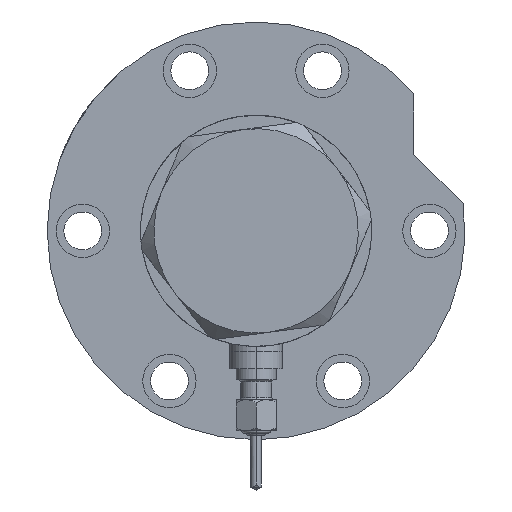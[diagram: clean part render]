
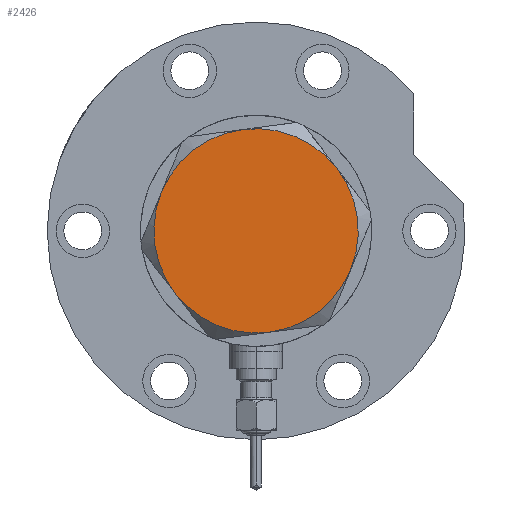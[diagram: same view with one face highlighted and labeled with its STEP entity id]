
A CAD part, left-side view. The second image highlights one B-rep face of the part: STEP entity #2426.
In plain terms, the highlighted face is planar.
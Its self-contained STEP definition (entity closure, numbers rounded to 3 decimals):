
#40 = AXIS2_PLACEMENT_3D ( 'NONE', #6622, #5156, #7793 ) ;
#43 = DIRECTION ( 'NONE',  ( 1., 0., 0. ) ) ;
#156 = DIRECTION ( 'NONE',  ( 1., 0., 0. ) ) ;
#253 = CARTESIAN_POINT ( 'NONE',  ( 0., 0., 9. ) ) ;
#471 = CIRCLE ( 'NONE', #4741, 23. ) ;
#714 = DIRECTION ( 'NONE',  ( 1., 0., 0. ) ) ;
#766 = VERTEX_POINT ( 'NONE', #5885 ) ;
#803 = CARTESIAN_POINT ( 'NONE',  ( 0., 0., 9. ) ) ;
#864 = DIRECTION ( 'NONE',  ( 1., 0., 0. ) ) ;
#940 = AXIS2_PLACEMENT_3D ( 'NONE', #253, #5389, #864 ) ;
#1237 = ORIENTED_EDGE ( 'NONE', *, *, #3429, .T. ) ;
#1333 = EDGE_CURVE ( 'NONE', #6727, #766, #1825, .T. ) ;
#1815 = DIRECTION ( 'NONE',  ( 1., 0., 0. ) ) ;
#1825 = CIRCLE ( 'NONE', #6093, 23. ) ;
#1890 = CIRCLE ( 'NONE', #5054, 23. ) ;
#1941 = DIRECTION ( 'NONE',  ( 0., 0., 1. ) ) ;
#1969 = AXIS2_PLACEMENT_3D ( 'NONE', #8071, #3442, #4141 ) ;
#1995 = VERTEX_POINT ( 'NONE', #8490 ) ;
#2367 = CIRCLE ( 'NONE', #1969, 23. ) ;
#2426 = ADVANCED_FACE ( 'NONE', ( #3985 ), #5113, .T. ) ;
#2599 = ORIENTED_EDGE ( 'NONE', *, *, #8025, .T. ) ;
#2783 = AXIS2_PLACEMENT_3D ( 'NONE', #4744, #8018, #156 ) ;
#2839 = EDGE_CURVE ( 'NONE', #5069, #8326, #2367, .T. ) ;
#3279 = EDGE_CURVE ( 'NONE', #8326, #1995, #471, .T. ) ;
#3429 = EDGE_CURVE ( 'NONE', #6158, #5069, #6526, .T. ) ;
#3442 = DIRECTION ( 'NONE',  ( 0., 0., 1. ) ) ;
#3497 = ORIENTED_EDGE ( 'NONE', *, *, #2839, .T. ) ;
#3691 = CARTESIAN_POINT ( 'NONE',  ( -23., 0., 9. ) ) ;
#3985 = FACE_OUTER_BOUND ( 'NONE', #4911, .T. ) ;
#4022 = CARTESIAN_POINT ( 'NONE',  ( 11.5, 19.919, 9. ) ) ;
#4141 = DIRECTION ( 'NONE',  ( 1., 0., 0. ) ) ;
#4741 = AXIS2_PLACEMENT_3D ( 'NONE', #8503, #7863, #1815 ) ;
#4744 = CARTESIAN_POINT ( 'NONE',  ( 0., 0., 9. ) ) ;
#4841 = ORIENTED_EDGE ( 'NONE', *, *, #8188, .T. ) ;
#4911 = EDGE_LOOP ( 'NONE', ( #6285, #2599, #1237, #3497, #6881, #4841 ) ) ;
#5054 = AXIS2_PLACEMENT_3D ( 'NONE', #5923, #1941, #43 ) ;
#5069 = VERTEX_POINT ( 'NONE', #8124 ) ;
#5113 = PLANE ( 'NONE',  #40 ) ;
#5156 = DIRECTION ( 'NONE',  ( 0., 0., 1. ) ) ;
#5389 = DIRECTION ( 'NONE',  ( 0., 0., 1. ) ) ;
#5885 = CARTESIAN_POINT ( 'NONE',  ( 23., 0., 9. ) ) ;
#5923 = CARTESIAN_POINT ( 'NONE',  ( 0., 0., 9. ) ) ;
#6093 = AXIS2_PLACEMENT_3D ( 'NONE', #803, #6785, #714 ) ;
#6132 = CARTESIAN_POINT ( 'NONE',  ( 11.5, -19.919, 9. ) ) ;
#6158 = VERTEX_POINT ( 'NONE', #4022 ) ;
#6285 = ORIENTED_EDGE ( 'NONE', *, *, #1333, .T. ) ;
#6526 = CIRCLE ( 'NONE', #2783, 23. ) ;
#6622 = CARTESIAN_POINT ( 'NONE',  ( 0., 0., 9. ) ) ;
#6727 = VERTEX_POINT ( 'NONE', #6132 ) ;
#6785 = DIRECTION ( 'NONE',  ( 0., 0., 1. ) ) ;
#6881 = ORIENTED_EDGE ( 'NONE', *, *, #3279, .T. ) ;
#7542 = CIRCLE ( 'NONE', #940, 23. ) ;
#7793 = DIRECTION ( 'NONE',  ( 1., 0., 0. ) ) ;
#7863 = DIRECTION ( 'NONE',  ( 0., 0., 1. ) ) ;
#8018 = DIRECTION ( 'NONE',  ( 0., 0., 1. ) ) ;
#8025 = EDGE_CURVE ( 'NONE', #766, #6158, #1890, .T. ) ;
#8071 = CARTESIAN_POINT ( 'NONE',  ( 0., 0., 9. ) ) ;
#8124 = CARTESIAN_POINT ( 'NONE',  ( -11.5, 19.919, 9. ) ) ;
#8188 = EDGE_CURVE ( 'NONE', #1995, #6727, #7542, .T. ) ;
#8326 = VERTEX_POINT ( 'NONE', #3691 ) ;
#8490 = CARTESIAN_POINT ( 'NONE',  ( -11.5, -19.919, 9. ) ) ;
#8503 = CARTESIAN_POINT ( 'NONE',  ( 0., 0., 9. ) ) ;
